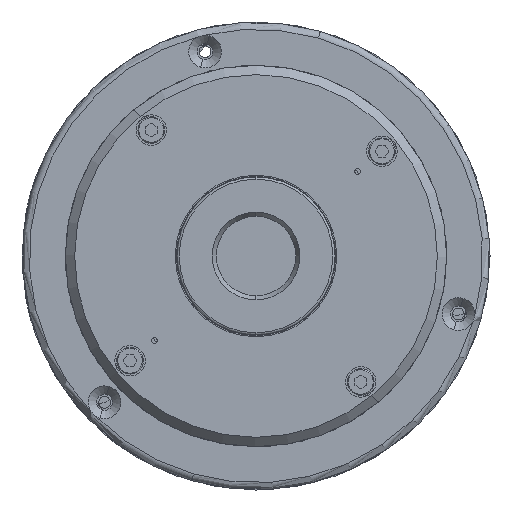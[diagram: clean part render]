
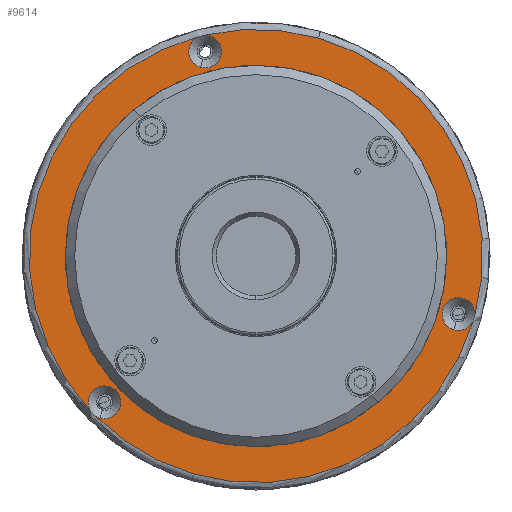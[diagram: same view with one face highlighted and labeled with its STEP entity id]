
A CAD part, left-side view. The second image highlights one B-rep face of the part: STEP entity #9614.
In plain terms, the highlighted planar face has unit normal (-1, 0, 0).
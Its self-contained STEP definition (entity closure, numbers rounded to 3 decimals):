
#89 = VERTEX_POINT ( 'NONE', #7715 ) ;
#169 = CARTESIAN_POINT ( 'NONE',  ( -16., 0., 0. ) ) ;
#395 = AXIS2_PLACEMENT_3D ( 'NONE', #1698, #7971, #4758 ) ;
#427 = VERTEX_POINT ( 'NONE', #4841 ) ;
#436 = CARTESIAN_POINT ( 'NONE',  ( -16., 0., 0. ) ) ;
#442 = DIRECTION ( 'NONE',  ( -1., 0., 0. ) ) ;
#543 = ORIENTED_EDGE ( 'NONE', *, *, #2098, .F. ) ;
#751 = AXIS2_PLACEMENT_3D ( 'NONE', #5136, #3663, #2131 ) ;
#753 = DIRECTION ( 'NONE',  ( 0., 0.276, -0.961 ) ) ;
#902 = CARTESIAN_POINT ( 'NONE',  ( -16., -46.738, -12.766 ) ) ;
#939 = DIRECTION ( 'NONE',  ( 0., 0.276, -0.961 ) ) ;
#947 = CARTESIAN_POINT ( 'NONE',  ( -16., 11.851, 40.299 ) ) ;
#968 = AXIS2_PLACEMENT_3D ( 'NONE', #7599, #2110, #9029 ) ;
#982 = CARTESIAN_POINT ( 'NONE',  ( -16., 0., 0. ) ) ;
#1182 = EDGE_CURVE ( 'NONE', #5689, #8975, #5154, .T. ) ;
#1193 = DIRECTION ( 'NONE',  ( -1., 0., 0. ) ) ;
#1321 = AXIS2_PLACEMENT_3D ( 'NONE', #6358, #7125, #4772 ) ;
#1339 = EDGE_CURVE ( 'NONE', #6608, #2433, #3353, .T. ) ;
#1513 = EDGE_CURVE ( 'NONE', #427, #6365, #9919, .T. ) ;
#1671 = CARTESIAN_POINT ( 'NONE',  ( -16., 10.886, 43.663 ) ) ;
#1698 = CARTESIAN_POINT ( 'NONE',  ( -16., 32.37, -31.26 ) ) ;
#1816 = DIRECTION ( 'NONE',  ( -1., 0., 0. ) ) ;
#1871 = AXIS2_PLACEMENT_3D ( 'NONE', #4315, #2756, #7400 ) ;
#1893 = CARTESIAN_POINT ( 'NONE',  ( -16., 0., 0. ) ) ;
#1894 = DIRECTION ( 'NONE',  ( 0., 0.276, -0.961 ) ) ;
#1902 = DIRECTION ( 'NONE',  ( 0., 0.276, -0.961 ) ) ;
#1995 = EDGE_CURVE ( 'NONE', #427, #89, #9207, .T. ) ;
#2047 = DIRECTION ( 'NONE',  ( -1., 0., 0. ) ) ;
#2098 = EDGE_CURVE ( 'NONE', #8975, #2694, #4773, .T. ) ;
#2110 = DIRECTION ( 'NONE',  ( -1., 0., 0. ) ) ;
#2131 = DIRECTION ( 'NONE',  ( 0., 0.276, -0.961 ) ) ;
#2148 = CIRCLE ( 'NONE', #2836, 48.45 ) ;
#2342 = CARTESIAN_POINT ( 'NONE',  ( -16., 0., 0. ) ) ;
#2433 = VERTEX_POINT ( 'NONE', #6460 ) ;
#2476 = DIRECTION ( 'NONE',  ( -1., 0., 0. ) ) ;
#2487 = EDGE_CURVE ( 'NONE', #3239, #89, #8496, .T. ) ;
#2548 = DIRECTION ( 'NONE',  ( 0., 0.276, -0.961 ) ) ;
#2609 = DIRECTION ( 'NONE',  ( 0., -0.276, 0.961 ) ) ;
#2694 = VERTEX_POINT ( 'NONE', #4155 ) ;
#2756 = DIRECTION ( 'NONE',  ( -1., 0., 0. ) ) ;
#2758 = ORIENTED_EDGE ( 'NONE', *, *, #2487, .F. ) ;
#2836 = AXIS2_PLACEMENT_3D ( 'NONE', #2342, #7708, #753 ) ;
#2839 = DIRECTION ( 'NONE',  ( 0., -0.276, 0.961 ) ) ;
#3165 = EDGE_CURVE ( 'NONE', #6365, #7406, #7124, .T. ) ;
#3239 = VERTEX_POINT ( 'NONE', #9518 ) ;
#3248 = EDGE_CURVE ( 'NONE', #3842, #6006, #4956, .T. ) ;
#3353 = CIRCLE ( 'NONE', #9082, 40.75 ) ;
#3417 = FACE_OUTER_BOUND ( 'NONE', #4225, .T. ) ;
#3430 = DIRECTION ( 'NONE',  ( -1., 0., 0. ) ) ;
#3616 = DIRECTION ( 'NONE',  ( 0., -0.276, 0.961 ) ) ;
#3663 = DIRECTION ( 'NONE',  ( -1., 0., 0. ) ) ;
#3821 = EDGE_CURVE ( 'NONE', #7406, #6006, #5813, .T. ) ;
#3842 = VERTEX_POINT ( 'NONE', #9693 ) ;
#3889 = AXIS2_PLACEMENT_3D ( 'NONE', #982, #6356, #2548 ) ;
#4043 = AXIS2_PLACEMENT_3D ( 'NONE', #1893, #9573, #5783 ) ;
#4068 = ORIENTED_EDGE ( 'NONE', *, *, #7034, .F. ) ;
#4145 = ORIENTED_EDGE ( 'NONE', *, *, #1513, .F. ) ;
#4155 = CARTESIAN_POINT ( 'NONE',  ( -16., -46.401, -13.942 ) ) ;
#4225 = EDGE_LOOP ( 'NONE', ( #4145, #8327, #2758, #5461, #8768, #4425, #4966, #543, #8599, #5129, #4930, #8895, #7220, #4715 ) ) ;
#4315 = CARTESIAN_POINT ( 'NONE',  ( -16., 32.37, -31.26 ) ) ;
#4350 = AXIS2_PLACEMENT_3D ( 'NONE', #9432, #1816, #8689 ) ;
#4411 = CARTESIAN_POINT ( 'NONE',  ( -16., -44.222, -9.039 ) ) ;
#4424 = CIRCLE ( 'NONE', #4995, 48.45 ) ;
#4425 = ORIENTED_EDGE ( 'NONE', *, *, #6565, .T. ) ;
#4476 = FACE_BOUND ( 'NONE', #5803, .T. ) ;
#4708 = AXIS2_PLACEMENT_3D ( 'NONE', #9034, #2047, #3616 ) ;
#4715 = ORIENTED_EDGE ( 'NONE', *, *, #3165, .F. ) ;
#4758 = DIRECTION ( 'NONE',  ( 0., -0.276, 0.961 ) ) ;
#4772 = DIRECTION ( 'NONE',  ( 0., -0.276, 0.961 ) ) ;
#4773 = CIRCLE ( 'NONE', #6409, 3.5 ) ;
#4841 = CARTESIAN_POINT ( 'NONE',  ( -16., 12.314, 46.859 ) ) ;
#4893 = PLANE ( 'NONE',  #9820 ) ;
#4930 = ORIENTED_EDGE ( 'NONE', *, *, #7714, .T. ) ;
#4956 = CIRCLE ( 'NONE', #3889, 48.45 ) ;
#4966 = ORIENTED_EDGE ( 'NONE', *, *, #6798, .T. ) ;
#4995 = AXIS2_PLACEMENT_3D ( 'NONE', #436, #3430, #1902 ) ;
#5039 = CARTESIAN_POINT ( 'NONE',  ( -16., 0., 0. ) ) ;
#5129 = ORIENTED_EDGE ( 'NONE', *, *, #9181, .F. ) ;
#5136 = CARTESIAN_POINT ( 'NONE',  ( -16., 0., 0. ) ) ;
#5154 = CIRCLE ( 'NONE', #1321, 3.5 ) ;
#5461 = ORIENTED_EDGE ( 'NONE', *, *, #9450, .F. ) ;
#5550 = DIRECTION ( 'NONE',  ( -1., 0., 0. ) ) ;
#5563 = DIRECTION ( 'NONE',  ( 0., -0.276, 0.961 ) ) ;
#5618 = DIRECTION ( 'NONE',  ( 0., -0.276, 0.961 ) ) ;
#5689 = VERTEX_POINT ( 'NONE', #4411 ) ;
#5783 = DIRECTION ( 'NONE',  ( 0., -0.276, 0.961 ) ) ;
#5801 = AXIS2_PLACEMENT_3D ( 'NONE', #8138, #1193, #2839 ) ;
#5803 = EDGE_LOOP ( 'NONE', ( #4068, #9856 ) ) ;
#5811 = VERTEX_POINT ( 'NONE', #6052 ) ;
#5813 = CIRCLE ( 'NONE', #4708, 3.5 ) ;
#5870 = CIRCLE ( 'NONE', #6666, 48.45 ) ;
#5921 = VERTEX_POINT ( 'NONE', #8360 ) ;
#6006 = VERTEX_POINT ( 'NONE', #6541 ) ;
#6052 = CARTESIAN_POINT ( 'NONE',  ( -16., 33.335, -34.624 ) ) ;
#6356 = DIRECTION ( 'NONE',  ( -1., 0., 0. ) ) ;
#6358 = CARTESIAN_POINT ( 'NONE',  ( -16., -43.257, -12.404 ) ) ;
#6365 = VERTEX_POINT ( 'NONE', #947 ) ;
#6403 = DIRECTION ( 'NONE',  ( -1., 0., 0. ) ) ;
#6409 = AXIS2_PLACEMENT_3D ( 'NONE', #8667, #6403, #5618 ) ;
#6428 = CARTESIAN_POINT ( 'NONE',  ( -16., 9.922, 47.028 ) ) ;
#6460 = CARTESIAN_POINT ( 'NONE',  ( -16., -11.232, 39.171 ) ) ;
#6541 = CARTESIAN_POINT ( 'NONE',  ( -16., 11.127, 47.155 ) ) ;
#6565 = EDGE_CURVE ( 'NONE', #8345, #5921, #4424, .T. ) ;
#6608 = VERTEX_POINT ( 'NONE', #7315 ) ;
#6666 = AXIS2_PLACEMENT_3D ( 'NONE', #169, #5550, #939 ) ;
#6798 = EDGE_CURVE ( 'NONE', #5921, #2694, #5870, .T. ) ;
#7034 = EDGE_CURVE ( 'NONE', #2433, #6608, #7799, .T. ) ;
#7072 = CARTESIAN_POINT ( 'NONE',  ( -16., 34.424, -34.094 ) ) ;
#7124 = CIRCLE ( 'NONE', #8842, 3.5 ) ;
#7125 = DIRECTION ( 'NONE',  ( -1., 0., 0. ) ) ;
#7139 = CIRCLE ( 'NONE', #395, 3.5 ) ;
#7220 = ORIENTED_EDGE ( 'NONE', *, *, #3821, .F. ) ;
#7266 = CIRCLE ( 'NONE', #5801, 3.5 ) ;
#7276 = DIRECTION ( 'NONE',  ( 1., 0., 0. ) ) ;
#7315 = CARTESIAN_POINT ( 'NONE',  ( -16., 11.232, -39.171 ) ) ;
#7400 = DIRECTION ( 'NONE',  ( 0., -0.276, 0.961 ) ) ;
#7406 = VERTEX_POINT ( 'NONE', #6428 ) ;
#7599 = CARTESIAN_POINT ( 'NONE',  ( -16., 32.37, -31.26 ) ) ;
#7708 = DIRECTION ( 'NONE',  ( -1., 0., 0. ) ) ;
#7714 = EDGE_CURVE ( 'NONE', #8248, #3842, #2148, .T. ) ;
#7715 = CARTESIAN_POINT ( 'NONE',  ( -16., 35.274, -33.214 ) ) ;
#7799 = CIRCLE ( 'NONE', #4043, 40.75 ) ;
#7883 = CARTESIAN_POINT ( 'NONE',  ( -16., -42.292, -15.768 ) ) ;
#7971 = DIRECTION ( 'NONE',  ( -1., 0., 0. ) ) ;
#8016 = CIRCLE ( 'NONE', #968, 3.5 ) ;
#8138 = CARTESIAN_POINT ( 'NONE',  ( -16., -43.257, -12.404 ) ) ;
#8248 = VERTEX_POINT ( 'NONE', #902 ) ;
#8327 = ORIENTED_EDGE ( 'NONE', *, *, #1995, .T. ) ;
#8345 = VERTEX_POINT ( 'NONE', #7072 ) ;
#8360 = CARTESIAN_POINT ( 'NONE',  ( -16., 13.355, -46.573 ) ) ;
#8496 = CIRCLE ( 'NONE', #1871, 3.5 ) ;
#8599 = ORIENTED_EDGE ( 'NONE', *, *, #1182, .F. ) ;
#8667 = CARTESIAN_POINT ( 'NONE',  ( -16., -43.257, -12.404 ) ) ;
#8689 = DIRECTION ( 'NONE',  ( 0., -0.276, 0.961 ) ) ;
#8768 = ORIENTED_EDGE ( 'NONE', *, *, #8833, .F. ) ;
#8833 = EDGE_CURVE ( 'NONE', #8345, #5811, #8016, .T. ) ;
#8842 = AXIS2_PLACEMENT_3D ( 'NONE', #1671, #2476, #5563 ) ;
#8895 = ORIENTED_EDGE ( 'NONE', *, *, #3248, .T. ) ;
#8975 = VERTEX_POINT ( 'NONE', #7883 ) ;
#9029 = DIRECTION ( 'NONE',  ( 0., -0.276, 0.961 ) ) ;
#9034 = CARTESIAN_POINT ( 'NONE',  ( -16., 10.886, 43.663 ) ) ;
#9082 = AXIS2_PLACEMENT_3D ( 'NONE', #5039, #442, #2609 ) ;
#9181 = EDGE_CURVE ( 'NONE', #8248, #5689, #7266, .T. ) ;
#9207 = CIRCLE ( 'NONE', #751, 48.45 ) ;
#9432 = CARTESIAN_POINT ( 'NONE',  ( -16., 10.886, 43.663 ) ) ;
#9450 = EDGE_CURVE ( 'NONE', #5811, #3239, #7139, .T. ) ;
#9518 = CARTESIAN_POINT ( 'NONE',  ( -16., 31.406, -27.895 ) ) ;
#9573 = DIRECTION ( 'NONE',  ( -1., 0., 0. ) ) ;
#9608 = CARTESIAN_POINT ( 'NONE',  ( -16., 39.171, 11.232 ) ) ;
#9614 = ADVANCED_FACE ( 'NONE', ( #3417, #4476 ), #4893, .F. ) ;
#9693 = CARTESIAN_POINT ( 'NONE',  ( -16., -13.355, 46.573 ) ) ;
#9820 = AXIS2_PLACEMENT_3D ( 'NONE', #9608, #7276, #1894 ) ;
#9856 = ORIENTED_EDGE ( 'NONE', *, *, #1339, .F. ) ;
#9919 = CIRCLE ( 'NONE', #4350, 3.5 ) ;
